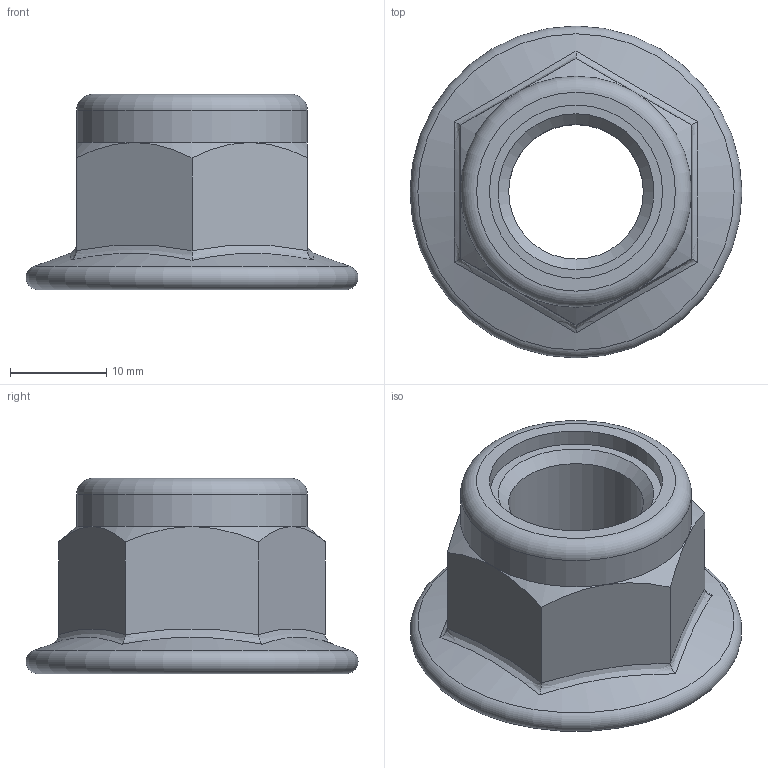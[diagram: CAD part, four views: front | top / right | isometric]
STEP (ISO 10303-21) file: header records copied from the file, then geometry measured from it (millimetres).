
FILE_DESCRIPTION (( 'STEP AP214' ), '1' );
FILE_NAME ('DIN EN 1663 - M16 - N.STEP', '2025-08-08T14:54:02', ( '' ), ( '' ), 'SwSTEP 2.0', 'SolidWorks 2025', '' );
FILE_SCHEMA (( 'AUTOMOTIVE_DESIGN' ));
Length unit declared in the file: millimetre
Products named in the file (1): DIN EN 1663 - M16 - N_DIN EN 1663 - M16 - N
Bounding box: 34.5 x 34.5 x 20.3 mm (x, y, z)
Volume: 7719.1 mm3; surface area: 3835.7 mm2
Topology: 1 solids, 1 shells, 30 faces, 65 edges, 38 vertices
Faces by surface type: plane 9, cone 9, bspline 6, cylinder 4, torus 2
Full cylindrical faces by diameter (mm): 14 x1, 16 x1, 18 x1, 24 x1
Entity records: 1067 total; most frequent: CARTESIAN_POINT 517, ORIENTED_EDGE 106, DIRECTION 90, EDGE_CURVE 53, AXIS2_PLACEMENT_3D 42, EDGE_LOOP 42, FACE_OUTER_BOUND 36, VERTEX_POINT 35
